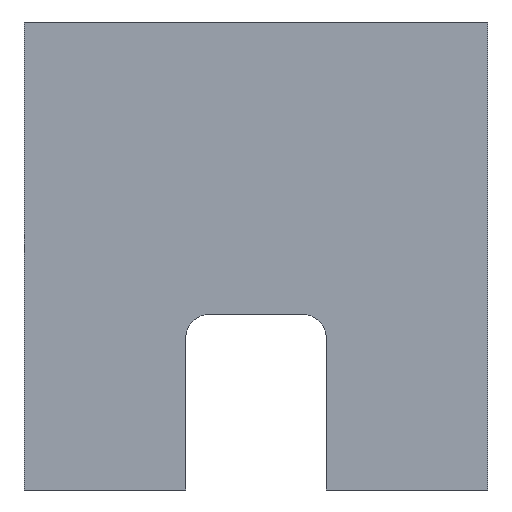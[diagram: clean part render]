
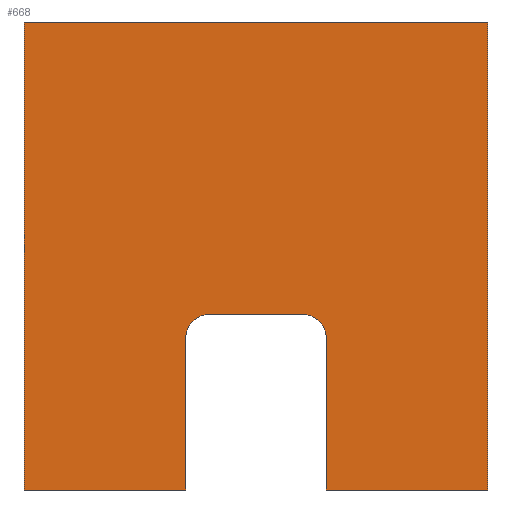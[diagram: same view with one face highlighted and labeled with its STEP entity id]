
A CAD part, front view. The second image highlights one B-rep face of the part: STEP entity #668.
In plain terms, the highlighted planar face has unit normal (0, -1, 0).
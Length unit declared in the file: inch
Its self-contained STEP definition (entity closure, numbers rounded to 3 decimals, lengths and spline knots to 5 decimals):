
#1=CARTESIAN_POINT('',(0.02,0.,-0.135));
#2=DIRECTION('',(0.,-1.,0.));
#3=DIRECTION('',(1.,0.,0.));
#4=AXIS2_PLACEMENT_3D('',#1,#2,#3);
#6=CARTESIAN_POINT('',(-0.02,0.,-0.135));
#7=DIRECTION('',(0.,-1.,0.));
#8=DIRECTION('',(0.,0.,1.));
#9=AXIS2_PLACEMENT_3D('',#6,#7,#8);
#15=DIRECTION('',(0.,0.,1.));
#16=VECTOR('',#15,0.065);
#17=CARTESIAN_POINT('',(-0.03,0.,-0.2));
#18=LINE('417',#17,#16);
#80=DIRECTION('',(1.,0.,0.));
#81=VECTOR('',#80,0.04);
#82=CARTESIAN_POINT('',(-0.02,0.,-0.125));
#83=LINE('425',#82,#81);
#113=DIRECTION('',(0.,0.,-1.));
#114=VECTOR('',#113,0.065);
#115=CARTESIAN_POINT('',(0.03,0.,-0.135));
#116=LINE('423',#115,#114);
#121=DIRECTION('',(1.,0.,0.));
#122=VECTOR('',#121,0.069);
#123=CARTESIAN_POINT('',(0.03,0.,-0.2));
#124=LINE('422',#123,#122);
#133=DIRECTION('',(0.,0.,1.));
#134=VECTOR('',#133,0.2);
#135=CARTESIAN_POINT('',(0.099,0.,-0.2));
#136=LINE('421',#135,#134);
#171=DIRECTION('',(1.,0.,0.));
#172=VECTOR('',#171,0.069);
#173=CARTESIAN_POINT('',(-0.099,0.,-0.2));
#174=LINE('418',#173,#172);
#191=DIRECTION('',(0.,0.,-1.));
#192=VECTOR('',#191,0.2);
#193=CARTESIAN_POINT('',(-0.099,0.,0.));
#194=LINE('419',#193,#192);
#227=DIRECTION('',(-1.,0.,0.));
#228=VECTOR('',#227,0.198);
#229=CARTESIAN_POINT('',(0.099,0.,0.));
#230=LINE('420',#229,#228);
#489=CARTESIAN_POINT('',(-0.03,0.,-0.2));
#490=CARTESIAN_POINT('',(-0.03,0.,-0.135));
#491=VERTEX_POINT('',#489);
#492=VERTEX_POINT('',#490);
#493=CARTESIAN_POINT('',(-0.099,0.,-0.2));
#494=VERTEX_POINT('',#493);
#495=CARTESIAN_POINT('',(-0.099,0.,0.));
#496=VERTEX_POINT('',#495);
#497=CARTESIAN_POINT('',(0.099,0.,0.));
#498=VERTEX_POINT('',#497);
#499=CARTESIAN_POINT('',(0.099,0.,-0.2));
#500=VERTEX_POINT('',#499);
#501=CARTESIAN_POINT('',(0.03,0.,-0.2));
#502=VERTEX_POINT('',#501);
#503=CARTESIAN_POINT('',(0.03,0.,-0.135));
#504=VERTEX_POINT('',#503);
#505=CARTESIAN_POINT('',(0.02,0.,-0.125));
#506=VERTEX_POINT('',#505);
#507=CARTESIAN_POINT('',(-0.02,0.,-0.125));
#508=VERTEX_POINT('',#507);
#641=CARTESIAN_POINT('',(0.,0.,-0.1));
#642=DIRECTION('',(0.,1.,0.));
#643=DIRECTION('',(1.,0.,0.));
#644=AXIS2_PLACEMENT_3D('',#641,#642,#643);
#645=PLANE('537',#644);
#647=ORIENTED_EDGE('417',*,*,#646,.F.);
#649=ORIENTED_EDGE('418',*,*,#648,.F.);
#651=ORIENTED_EDGE('419',*,*,#650,.F.);
#653=ORIENTED_EDGE('420',*,*,#652,.F.);
#655=ORIENTED_EDGE('421',*,*,#654,.F.);
#657=ORIENTED_EDGE('422',*,*,#656,.F.);
#659=ORIENTED_EDGE('423',*,*,#658,.F.);
#661=ORIENTED_EDGE('424',*,*,#660,.T.);
#663=ORIENTED_EDGE('425',*,*,#662,.F.);
#665=ORIENTED_EDGE('426',*,*,#664,.T.);
#666=EDGE_LOOP('537',(#647,#649,#651,#653,#655,#657,#659,#661,#663,#665));
#667=FACE_OUTER_BOUND('537',#666,.F.);
#668=ADVANCED_FACE('537',(#667),#645,.F.);
#5=CIRCLE('424',#4,0.01);
#10=CIRCLE('426',#9,0.01);
#646=EDGE_CURVE('417',#491,#492,#18,.T.);
#648=EDGE_CURVE('418',#494,#491,#174,.T.);
#650=EDGE_CURVE('419',#496,#494,#194,.T.);
#652=EDGE_CURVE('420',#498,#496,#230,.T.);
#654=EDGE_CURVE('421',#500,#498,#136,.T.);
#656=EDGE_CURVE('422',#502,#500,#124,.T.);
#658=EDGE_CURVE('423',#504,#502,#116,.T.);
#660=EDGE_CURVE('424',#504,#506,#5,.T.);
#662=EDGE_CURVE('425',#508,#506,#83,.T.);
#664=EDGE_CURVE('426',#508,#492,#10,.T.);
